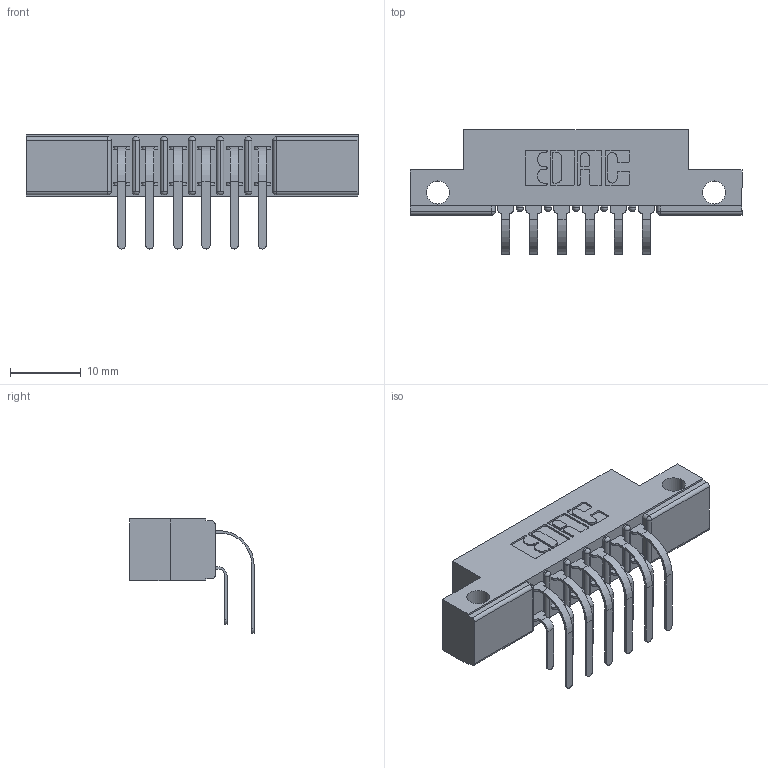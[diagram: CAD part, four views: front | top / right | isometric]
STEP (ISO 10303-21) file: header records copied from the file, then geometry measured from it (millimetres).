
FILE_DESCRIPTION (( 'STEP AP203' ), '1' );
FILE_NAME ('357-012-559-212.STEP', '2022-07-09T01:04:41', ( '' ), ( '' ), 'SwSTEP 2.0', 'SolidWorks 2020', '' );
FILE_SCHEMA (( 'CONFIG_CONTROL_DESIGN' ));
Length unit declared in the file: inch
Products named in the file (4): 357-012-559-212; 307 Part_.128 Dia Side Mounting Holes; 307-290-001_558 559 - 1 (Single); 307-290-001_559 - 2 (Single)
Assembly tree (13 placements, depth 2):
  357-012-559-212
    307 Part_.128 Dia Side Mounting Holes
    307-290-001_558 559 - 1 (Single)  x6
    307-290-001_559 - 2 (Single)  x6
Bounding box: 46.79 x 17.51 x 16.08 mm (x, y, z)
Volume: 3031.4 mm3; surface area: 4632.6 mm2
Topology: 13 solids, 13 shells, 725 faces, 2027 edges, 1314 vertices
Faces by surface type: plane 466, cylinder 245, sphere 14
Entity records: 11223 total; most frequent: CARTESIAN_POINT 1848, ORIENTED_EDGE 1826, DIRECTION 1825, EDGE_CURVE 913, VECTOR 683, LINE 683, VERTEX_POINT 594, AXIS2_PLACEMENT_3D 571
